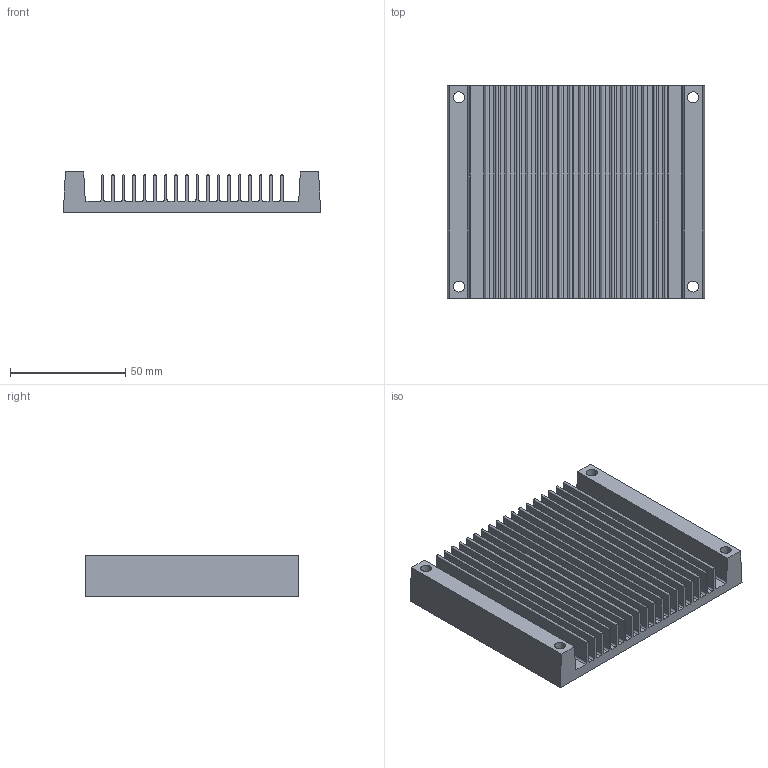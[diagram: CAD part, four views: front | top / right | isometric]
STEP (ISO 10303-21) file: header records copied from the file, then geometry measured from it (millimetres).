
FILE_DESCRIPTION (( 'STEP AP214' ), '1' );
FILE_NAME ('32180.STEP', '2011-02-15T16:24:51', ( 'Vicor Employee' ), ( 'Vicor Corporation' ), 'SwSTEP 2.0', 'SolidWorks 2010', '' );
FILE_SCHEMA (( 'AUTOMOTIVE_DESIGN' ));
Length unit declared in the file: inch
Products named in the file (1): 32180
Bounding box: 111.51 x 91.95 x 17.37 mm (x, y, z)
Volume: 87812.7 mm3; surface area: 64797 mm2
Topology: 1 solids, 1 shells, 124 faces, 368 edges, 246 vertices
Faces by surface type: plane 64, cylinder 60
Full cylindrical faces by diameter (mm): 4.775 x4
Entity records: 4206 total; most frequent: DIRECTION 732, CARTESIAN_POINT 731, ORIENTED_EDGE 724, EDGE_CURVE 362, AXIS2_PLACEMENT_3D 245, VERTEX_POINT 244, VECTOR 242, LINE 242
